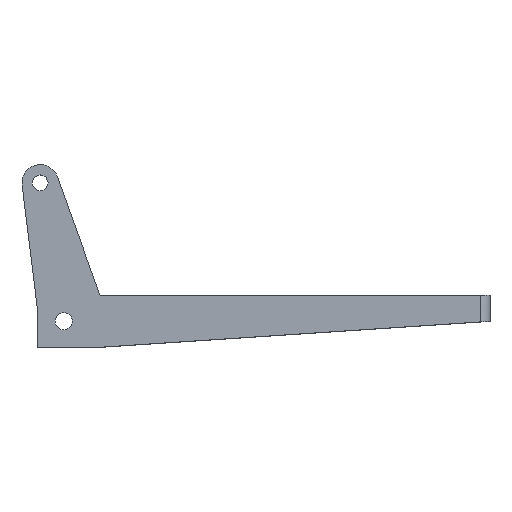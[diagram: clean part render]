
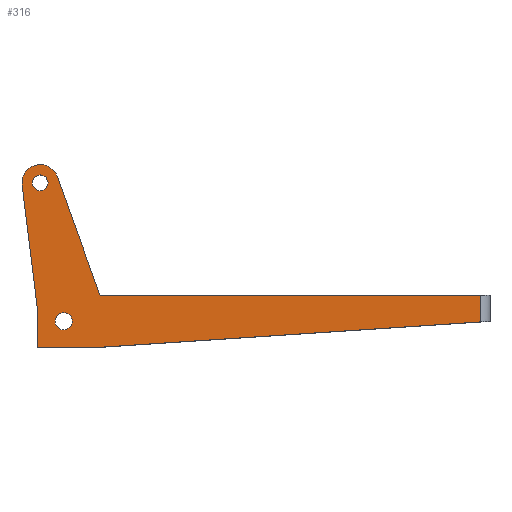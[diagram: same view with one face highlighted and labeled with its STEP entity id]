
A CAD part, top view. The second image highlights one B-rep face of the part: STEP entity #316.
In plain terms, the highlighted planar face has unit normal (0, 0, 1).
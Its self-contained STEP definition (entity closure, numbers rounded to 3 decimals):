
#7 = DIRECTION ( 'NONE',  ( -1., 0., 0. ) ) ;
#15 = CARTESIAN_POINT ( 'NONE',  ( -5., 2., 17.8 ) ) ;
#16 = AXIS2_PLACEMENT_3D ( 'NONE', #286, #1226, #1245 ) ;
#31 = CARTESIAN_POINT ( 'NONE',  ( 0., -5., 17.8 ) ) ;
#33 = ORIENTED_EDGE ( 'NONE', *, *, #155, .T. ) ;
#42 = DIRECTION ( 'NONE',  ( 1., 0., 0. ) ) ;
#47 = ORIENTED_EDGE ( 'NONE', *, *, #1382, .T. ) ;
#64 = ORIENTED_EDGE ( 'NONE', *, *, #995, .T. ) ;
#69 = LINE ( 'NONE', #31, #1280 ) ;
#82 = DIRECTION ( 'NONE',  ( -0.339, 0.941, 0. ) ) ;
#84 = EDGE_CURVE ( 'NONE', #1469, #205, #965, .T. ) ;
#107 = LINE ( 'NONE', #819, #1163 ) ;
#112 = CARTESIAN_POINT ( 'NONE',  ( 80.077, -0.128, 17.8 ) ) ;
#134 = LINE ( 'NONE', #590, #689 ) ;
#155 = EDGE_CURVE ( 'NONE', #448, #1311, #107, .T. ) ;
#165 = CARTESIAN_POINT ( 'NONE',  ( -4.683, -0.576, 17.8 ) ) ;
#171 = CARTESIAN_POINT ( 'NONE',  ( 80.077, 5., 17.8 ) ) ;
#182 = DIRECTION ( 'NONE',  ( 0.122, -0.993, 0. ) ) ;
#202 = DIRECTION ( 'NONE',  ( 1., 0., 0. ) ) ;
#205 = VERTEX_POINT ( 'NONE', #277 ) ;
#220 = CARTESIAN_POINT ( 'NONE',  ( 0., 0., 17.8 ) ) ;
#233 = VERTEX_POINT ( 'NONE', #171 ) ;
#260 = CIRCLE ( 'NONE', #270, 1.65 ) ;
#270 = AXIS2_PLACEMENT_3D ( 'NONE', #491, #1426, #855 ) ;
#274 = CIRCLE ( 'NONE', #1158, 1.5 ) ;
#277 = CARTESIAN_POINT ( 'NONE',  ( -3., 26.622, 17.8 ) ) ;
#281 = DIRECTION ( 'NONE',  ( 0., 0., 1. ) ) ;
#286 = CARTESIAN_POINT ( 'NONE',  ( -4.5, 26.622, 17.8 ) ) ;
#291 = VERTEX_POINT ( 'NONE', #1358 ) ;
#295 = CARTESIAN_POINT ( 'NONE',  ( -4.5, 26.622, 17.8 ) ) ;
#304 = VECTOR ( 'NONE', #723, 1000. ) ;
#316 = ADVANCED_FACE ( 'NONE', ( #1438, #824, #509 ), #392, .T. ) ;
#323 = EDGE_CURVE ( 'NONE', #233, #1311, #430, .T. ) ;
#345 = DIRECTION ( 'NONE',  ( 0., 0., -1. ) ) ;
#376 = EDGE_LOOP ( 'NONE', ( #716, #1299 ) ) ;
#388 = EDGE_CURVE ( 'NONE', #946, #1011, #1363, .T. ) ;
#392 = PLANE ( 'NONE',  #1327 ) ;
#417 = ORIENTED_EDGE ( 'NONE', *, *, #323, .F. ) ;
#418 = VERTEX_POINT ( 'NONE', #1381 ) ;
#430 = LINE ( 'NONE', #506, #304 ) ;
#448 = VERTEX_POINT ( 'NONE', #1303 ) ;
#491 = CARTESIAN_POINT ( 'NONE',  ( 0., 0., 17.8 ) ) ;
#506 = CARTESIAN_POINT ( 'NONE',  ( 80.077, 0., 17.8 ) ) ;
#509 = FACE_OUTER_BOUND ( 'NONE', #1441, .T. ) ;
#529 = VECTOR ( 'NONE', #182, 1000. ) ;
#588 = EDGE_CURVE ( 'NONE', #291, #1342, #1456, .T. ) ;
#590 = CARTESIAN_POINT ( 'NONE',  ( -5., 0., 17.8 ) ) ;
#673 = EDGE_CURVE ( 'NONE', #1342, #706, #134, .T. ) ;
#689 = VECTOR ( 'NONE', #1403, 1000. ) ;
#706 = VERTEX_POINT ( 'NONE', #814 ) ;
#707 = EDGE_CURVE ( 'NONE', #1011, #946, #260, .T. ) ;
#716 = ORIENTED_EDGE ( 'NONE', *, *, #707, .T. ) ;
#720 = EDGE_LOOP ( 'NONE', ( #1094, #1334 ) ) ;
#723 = DIRECTION ( 'NONE',  ( 0., -1., 0. ) ) ;
#726 = AXIS2_PLACEMENT_3D ( 'NONE', #295, #1229, #878 ) ;
#760 = CARTESIAN_POINT ( 'NONE',  ( -4.5, 26.622, 17.8 ) ) ;
#763 = LINE ( 'NONE', #1030, #1109 ) ;
#774 = AXIS2_PLACEMENT_3D ( 'NONE', #220, #345, #937 ) ;
#801 = VECTOR ( 'NONE', #7, 1000. ) ;
#807 = ORIENTED_EDGE ( 'NONE', *, *, #588, .T. ) ;
#814 = CARTESIAN_POINT ( 'NONE',  ( -5., -5., 17.8 ) ) ;
#819 = CARTESIAN_POINT ( 'NONE',  ( 0.363, -5.442, 17.8 ) ) ;
#822 = ORIENTED_EDGE ( 'NONE', *, *, #673, .T. ) ;
#824 = FACE_BOUND ( 'NONE', #720, .T. ) ;
#855 = DIRECTION ( 'NONE',  ( 1., 0., 0. ) ) ;
#878 = DIRECTION ( 'NONE',  ( 1., 0., 0. ) ) ;
#882 = CARTESIAN_POINT ( 'NONE',  ( 1.65, 0., 17.8 ) ) ;
#937 = DIRECTION ( 'NONE',  ( 1., 0., 0. ) ) ;
#946 = VERTEX_POINT ( 'NONE', #1511 ) ;
#965 = CIRCLE ( 'NONE', #726, 1.5 ) ;
#992 = DIRECTION ( 'NONE',  ( 0., 0., -1. ) ) ;
#995 = EDGE_CURVE ( 'NONE', #998, #291, #1449, .T. ) ;
#998 = VERTEX_POINT ( 'NONE', #1417 ) ;
#1011 = VERTEX_POINT ( 'NONE', #882 ) ;
#1021 = ORIENTED_EDGE ( 'NONE', *, *, #1325, .T. ) ;
#1030 = CARTESIAN_POINT ( 'NONE',  ( 7.79, 2.803, 17.8 ) ) ;
#1093 = DIRECTION ( 'NONE',  ( 1., 0., 0. ) ) ;
#1094 = ORIENTED_EDGE ( 'NONE', *, *, #1122, .T. ) ;
#1109 = VECTOR ( 'NONE', #82, 1000. ) ;
#1122 = EDGE_CURVE ( 'NONE', #205, #1469, #274, .T. ) ;
#1158 = AXIS2_PLACEMENT_3D ( 'NONE', #760, #992, #202 ) ;
#1163 = VECTOR ( 'NONE', #1286, 1000. ) ;
#1166 = ORIENTED_EDGE ( 'NONE', *, *, #1269, .T. ) ;
#1226 = DIRECTION ( 'NONE',  ( 0., 0., 1. ) ) ;
#1229 = DIRECTION ( 'NONE',  ( 0., 0., -1. ) ) ;
#1245 = DIRECTION ( 'NONE',  ( 1., 0., 0. ) ) ;
#1261 = CARTESIAN_POINT ( 'NONE',  ( -6., 26.622, 17.8 ) ) ;
#1269 = EDGE_CURVE ( 'NONE', #418, #998, #763, .T. ) ;
#1280 = VECTOR ( 'NONE', #42, 1000. ) ;
#1281 = CARTESIAN_POINT ( 'NONE',  ( 0., 5., 17.8 ) ) ;
#1286 = DIRECTION ( 'NONE',  ( 0.998, 0.067, 0. ) ) ;
#1299 = ORIENTED_EDGE ( 'NONE', *, *, #388, .T. ) ;
#1303 = CARTESIAN_POINT ( 'NONE',  ( 7., -5., 17.8 ) ) ;
#1311 = VERTEX_POINT ( 'NONE', #112 ) ;
#1325 = EDGE_CURVE ( 'NONE', #233, #418, #1423, .T. ) ;
#1327 = AXIS2_PLACEMENT_3D ( 'NONE', #1467, #281, #1093 ) ;
#1334 = ORIENTED_EDGE ( 'NONE', *, *, #84, .T. ) ;
#1342 = VERTEX_POINT ( 'NONE', #15 ) ;
#1358 = CARTESIAN_POINT ( 'NONE',  ( -7.974, 26.195, 17.8 ) ) ;
#1363 = CIRCLE ( 'NONE', #774, 1.65 ) ;
#1381 = CARTESIAN_POINT ( 'NONE',  ( 7., 5., 17.8 ) ) ;
#1382 = EDGE_CURVE ( 'NONE', #706, #448, #69, .T. ) ;
#1403 = DIRECTION ( 'NONE',  ( 0., -1., 0. ) ) ;
#1417 = CARTESIAN_POINT ( 'NONE',  ( -1.207, 27.807, 17.8 ) ) ;
#1423 = LINE ( 'NONE', #1281, #801 ) ;
#1426 = DIRECTION ( 'NONE',  ( 0., 0., -1. ) ) ;
#1438 = FACE_BOUND ( 'NONE', #376, .T. ) ;
#1441 = EDGE_LOOP ( 'NONE', ( #1021, #1166, #64, #807, #822, #47, #33, #417 ) ) ;
#1449 = CIRCLE ( 'NONE', #16, 3.5 ) ;
#1456 = LINE ( 'NONE', #165, #529 ) ;
#1467 = CARTESIAN_POINT ( 'NONE',  ( 0., 0., 17.8 ) ) ;
#1469 = VERTEX_POINT ( 'NONE', #1261 ) ;
#1511 = CARTESIAN_POINT ( 'NONE',  ( -1.65, 0., 17.8 ) ) ;
